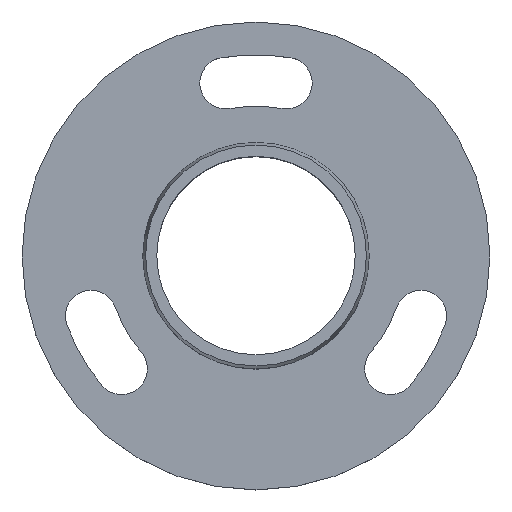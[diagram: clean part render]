
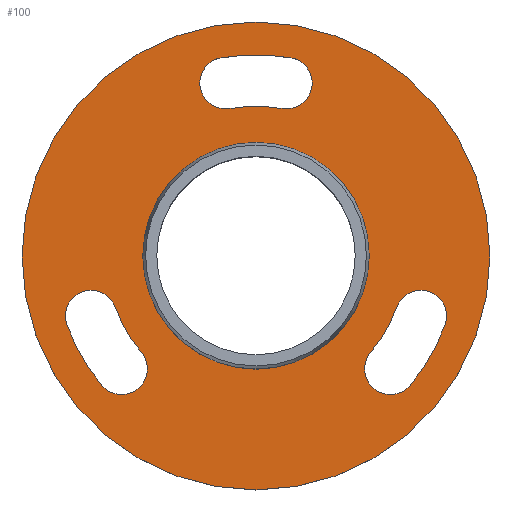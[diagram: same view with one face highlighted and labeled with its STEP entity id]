
A CAD part, top view. The second image highlights one B-rep face of the part: STEP entity #100.
In plain terms, the highlighted planar face has unit normal (0, 0, 1).
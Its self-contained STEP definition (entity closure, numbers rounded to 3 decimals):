
#45=PLANE('',#441);
#100=ADVANCED_FACE('',(#133,#134,#135,#136,#137),#45,.T.);
#133=FACE_BOUND('',#171,.T.);
#134=FACE_BOUND('',#172,.T.);
#135=FACE_BOUND('',#173,.T.);
#136=FACE_BOUND('',#174,.T.);
#137=FACE_BOUND('',#175,.T.);
#171=EDGE_LOOP('',(#254));
#172=EDGE_LOOP('',(#255,#256,#257,#258));
#173=EDGE_LOOP('',(#259,#260,#261,#262));
#174=EDGE_LOOP('',(#263,#264,#265,#266));
#175=EDGE_LOOP('',(#267));
#254=ORIENTED_EDGE('',*,*,#350,.T.);
#255=ORIENTED_EDGE('',*,*,#348,.T.);
#256=ORIENTED_EDGE('',*,*,#334,.T.);
#257=ORIENTED_EDGE('',*,*,#338,.T.);
#258=ORIENTED_EDGE('',*,*,#341,.T.);
#259=ORIENTED_EDGE('',*,*,#344,.T.);
#260=ORIENTED_EDGE('',*,*,#324,.T.);
#261=ORIENTED_EDGE('',*,*,#328,.T.);
#262=ORIENTED_EDGE('',*,*,#331,.T.);
#263=ORIENTED_EDGE('',*,*,#352,.T.);
#264=ORIENTED_EDGE('',*,*,#314,.T.);
#265=ORIENTED_EDGE('',*,*,#318,.T.);
#266=ORIENTED_EDGE('',*,*,#321,.T.);
#267=ORIENTED_EDGE('',*,*,#355,.T.);
#280=VERTEX_POINT('',#582);
#281=VERTEX_POINT('',#583);
#284=VERTEX_POINT('',#591);
#286=VERTEX_POINT('',#597);
#288=VERTEX_POINT('',#603);
#289=VERTEX_POINT('',#604);
#292=VERTEX_POINT('',#612);
#294=VERTEX_POINT('',#618);
#296=VERTEX_POINT('',#624);
#297=VERTEX_POINT('',#625);
#300=VERTEX_POINT('',#633);
#302=VERTEX_POINT('',#639);
#306=VERTEX_POINT('',#656);
#309=VERTEX_POINT('',#667);
#314=EDGE_CURVE('',#280,#281,#360,.T.);
#318=EDGE_CURVE('',#281,#284,#362,.T.);
#321=EDGE_CURVE('',#284,#286,#364,.T.);
#324=EDGE_CURVE('',#288,#289,#366,.T.);
#328=EDGE_CURVE('',#289,#292,#368,.T.);
#331=EDGE_CURVE('',#292,#294,#370,.T.);
#334=EDGE_CURVE('',#296,#297,#372,.T.);
#338=EDGE_CURVE('',#297,#300,#374,.T.);
#341=EDGE_CURVE('',#300,#302,#376,.T.);
#344=EDGE_CURVE('',#294,#288,#378,.T.);
#348=EDGE_CURVE('',#302,#296,#382,.T.);
#350=EDGE_CURVE('',#306,#306,#384,.T.);
#352=EDGE_CURVE('',#286,#280,#386,.T.);
#355=EDGE_CURVE('',#309,#309,#389,.T.);
#360=CIRCLE('',#396,5.5);
#362=CIRCLE('',#399,32.);
#364=CIRCLE('',#402,5.5);
#366=CIRCLE('',#405,43.);
#368=CIRCLE('',#408,5.5);
#370=CIRCLE('',#411,32.);
#372=CIRCLE('',#414,32.);
#374=CIRCLE('',#417,5.5);
#376=CIRCLE('',#420,43.);
#378=CIRCLE('',#423,5.5);
#382=CIRCLE('',#429,5.5);
#384=CIRCLE('',#432,50.);
#386=CIRCLE('',#435,43.);
#389=CIRCLE('',#440,22.909);
#396=AXIS2_PLACEMENT_3D('',#581,#457,#458);
#399=AXIS2_PLACEMENT_3D('',#590,#465,#466);
#402=AXIS2_PLACEMENT_3D('',#596,#472,#473);
#405=AXIS2_PLACEMENT_3D('',#602,#479,#480);
#408=AXIS2_PLACEMENT_3D('',#611,#487,#488);
#411=AXIS2_PLACEMENT_3D('',#617,#494,#495);
#414=AXIS2_PLACEMENT_3D('',#623,#501,#502);
#417=AXIS2_PLACEMENT_3D('',#632,#509,#510);
#420=AXIS2_PLACEMENT_3D('',#638,#516,#517);
#423=AXIS2_PLACEMENT_3D('',#644,#523,#524);
#429=AXIS2_PLACEMENT_3D('',#652,#535,#536);
#432=AXIS2_PLACEMENT_3D('',#655,#541,#542);
#435=AXIS2_PLACEMENT_3D('',#660,#547,#548);
#440=AXIS2_PLACEMENT_3D('',#666,#557,#558);
#441=AXIS2_PLACEMENT_3D('',#668,#559,#560);
#457=DIRECTION('',(0.,0.,-1.));
#458=DIRECTION('',(-0.5,-0.866,0.));
#465=DIRECTION('',(0.,0.,1.));
#466=DIRECTION('',(-0.5,-0.866,0.));
#472=DIRECTION('',(0.,0.,-1.));
#473=DIRECTION('',(-0.5,-0.866,0.));
#479=DIRECTION('',(0.,0.,-1.));
#480=DIRECTION('',(-0.5,0.866,0.));
#487=DIRECTION('',(0.,0.,-1.));
#488=DIRECTION('',(-0.5,0.866,0.));
#494=DIRECTION('',(0.,0.,1.));
#495=DIRECTION('',(-0.5,0.866,0.));
#501=DIRECTION('',(0.,0.,1.));
#502=DIRECTION('',(1.,0.,0.));
#509=DIRECTION('',(0.,0.,-1.));
#510=DIRECTION('',(1.,0.,0.));
#516=DIRECTION('',(0.,0.,-1.));
#517=DIRECTION('',(1.,0.,0.));
#523=DIRECTION('',(0.,0.,-1.));
#524=DIRECTION('',(-0.5,0.866,0.));
#535=DIRECTION('',(0.,0.,-1.));
#536=DIRECTION('',(1.,0.,0.));
#541=DIRECTION('',(0.,0.,1.));
#542=DIRECTION('',(1.,0.,0.));
#547=DIRECTION('',(0.,0.,-1.));
#548=DIRECTION('',(-0.5,-0.866,0.));
#557=DIRECTION('',(0.,0.,-1.));
#558=DIRECTION('',(-1.,0.,0.));
#559=DIRECTION('',(0.,0.,1.));
#560=DIRECTION('',(1.,0.,0.));
#581=CARTESIAN_POINT('',(-35.238,-12.826,0.));
#582=CARTESIAN_POINT('',(-40.407,-14.707,0.));
#583=CARTESIAN_POINT('',(-30.07,-10.945,0.));
#590=CARTESIAN_POINT('',(0.,0.,0.));
#591=CARTESIAN_POINT('',(-24.513,-20.569,0.));
#596=CARTESIAN_POINT('',(-28.727,-24.105,0.));
#597=CARTESIAN_POINT('',(-32.94,-27.64,0.));
#602=CARTESIAN_POINT('',(0.,0.,0.));
#603=CARTESIAN_POINT('',(-7.467,42.347,0.));
#604=CARTESIAN_POINT('',(7.467,42.347,0.));
#611=CARTESIAN_POINT('',(6.512,36.93,0.));
#612=CARTESIAN_POINT('',(5.557,31.514,0.));
#617=CARTESIAN_POINT('',(0.,0.,0.));
#618=CARTESIAN_POINT('',(-5.557,31.514,0.));
#623=CARTESIAN_POINT('',(0.,0.,0.));
#624=CARTESIAN_POINT('',(24.513,-20.569,0.));
#625=CARTESIAN_POINT('',(30.07,-10.945,0.));
#632=CARTESIAN_POINT('',(35.238,-12.826,0.));
#633=CARTESIAN_POINT('',(40.407,-14.707,0.));
#638=CARTESIAN_POINT('',(0.,0.,0.));
#639=CARTESIAN_POINT('',(32.94,-27.64,0.));
#644=CARTESIAN_POINT('',(-6.512,36.93,0.));
#652=CARTESIAN_POINT('',(28.727,-24.105,0.));
#655=CARTESIAN_POINT('',(0.,0.,0.));
#656=CARTESIAN_POINT('',(50.,0.,0.));
#660=CARTESIAN_POINT('',(0.,0.,0.));
#666=CARTESIAN_POINT('',(0.,0.,0.));
#667=CARTESIAN_POINT('',(-22.909,0.,0.));
#668=CARTESIAN_POINT('',(14.363,-12.052,0.));
